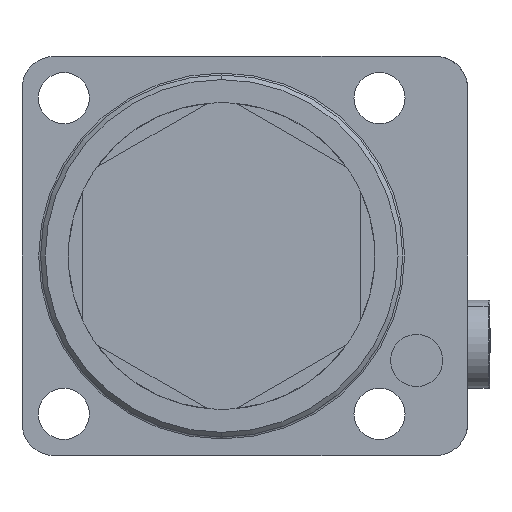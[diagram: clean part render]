
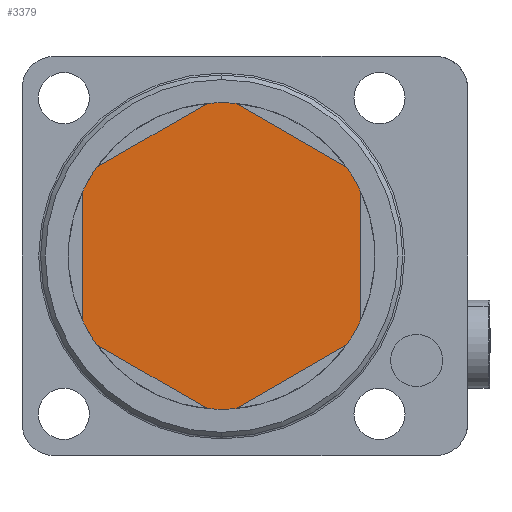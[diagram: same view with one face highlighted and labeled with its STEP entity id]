
A CAD part, front view. The second image highlights one B-rep face of the part: STEP entity #3379.
In plain terms, the highlighted planar face has unit normal (0, -1, 0).
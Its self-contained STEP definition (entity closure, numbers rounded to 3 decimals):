
#112 = CARTESIAN_POINT ( 'NONE',  ( 30., -30., 13.748 ) ) ;
#135 = DIRECTION ( 'NONE',  ( 0., 0., -1. ) ) ;
#136 = DIRECTION ( 'NONE',  ( 0., -1., 0. ) ) ;
#141 = CARTESIAN_POINT ( 'NONE',  ( 0., -30., 0. ) ) ;
#143 = PLANE ( 'NONE',  #5111 ) ;
#224 = CARTESIAN_POINT ( 'NONE',  ( 26.906, -30., 19.107 ) ) ;
#230 = CARTESIAN_POINT ( 'NONE',  ( -3.094, -30., 32.855 ) ) ;
#243 = CARTESIAN_POINT ( 'NONE',  ( 0., -30., -33. ) ) ;
#246 = CARTESIAN_POINT ( 'NONE',  ( 3.094, -30., 32.855 ) ) ;
#270 = CARTESIAN_POINT ( 'NONE',  ( 26.906, -30., -19.107 ) ) ;
#278 = CARTESIAN_POINT ( 'NONE',  ( 3.094, -30., -32.855 ) ) ;
#333 = CARTESIAN_POINT ( 'NONE',  ( -26.906, -30., 19.107 ) ) ;
#337 = CARTESIAN_POINT ( 'NONE',  ( -30., -30., 13.748 ) ) ;
#339 = CARTESIAN_POINT ( 'NONE',  ( -30., -30., -13.748 ) ) ;
#365 = CARTESIAN_POINT ( 'NONE',  ( 30., -30., -13.748 ) ) ;
#369 = CARTESIAN_POINT ( 'NONE',  ( 0., -30., 33. ) ) ;
#371 = CARTESIAN_POINT ( 'NONE',  ( -3.094, -30., -32.855 ) ) ;
#397 = CARTESIAN_POINT ( 'NONE',  ( -26.906, -30., -19.107 ) ) ;
#520 = VECTOR ( 'NONE', #4223, 1000. ) ;
#522 = VECTOR ( 'NONE', #4230, 1000. ) ;
#523 = LINE ( 'NONE', #4228, #520 ) ;
#524 = VECTOR ( 'NONE', #4234, 1000. ) ;
#525 = LINE ( 'NONE', #4232, #522 ) ;
#526 = VECTOR ( 'NONE', #4238, 1000. ) ;
#527 = LINE ( 'NONE', #4236, #524 ) ;
#528 = VECTOR ( 'NONE', #4243, 1000. ) ;
#529 = LINE ( 'NONE', #4242, #526 ) ;
#530 = VECTOR ( 'NONE', #4261, 1000. ) ;
#531 = LINE ( 'NONE', #4244, #528 ) ;
#532 = LINE ( 'NONE', #4270, #530 ) ;
#535 = CIRCLE ( 'NONE', #4861, 33. ) ;
#541 = CIRCLE ( 'NONE', #4863, 33. ) ;
#547 = CIRCLE ( 'NONE', #4865, 33. ) ;
#552 = CIRCLE ( 'NONE', #4867, 33. ) ;
#621 = CIRCLE ( 'NONE', #4885, 33. ) ;
#627 = CIRCLE ( 'NONE', #4887, 33. ) ;
#644 = CIRCLE ( 'NONE', #4889, 33. ) ;
#649 = CIRCLE ( 'NONE', #4891, 33. ) ;
#762 = FACE_OUTER_BOUND ( 'NONE', #3025, .T. ) ;
#1910 = DIRECTION ( 'NONE',  ( 0., 0., -1. ) ) ;
#1911 = DIRECTION ( 'NONE',  ( 0., -1., 0. ) ) ;
#1912 = CARTESIAN_POINT ( 'NONE',  ( 0., -30., 0. ) ) ;
#1922 = DIRECTION ( 'NONE',  ( 0., 0., -1. ) ) ;
#1923 = DIRECTION ( 'NONE',  ( 0., -1., 0. ) ) ;
#1924 = CARTESIAN_POINT ( 'NONE',  ( 0., -30., 0. ) ) ;
#1953 = DIRECTION ( 'NONE',  ( 0., 0., -1. ) ) ;
#1955 = DIRECTION ( 'NONE',  ( 0., -1., 0. ) ) ;
#1956 = CARTESIAN_POINT ( 'NONE',  ( 0., -30., 0. ) ) ;
#1974 = DIRECTION ( 'NONE',  ( 0., 0., -1. ) ) ;
#1975 = DIRECTION ( 'NONE',  ( 0., -1., 0. ) ) ;
#1976 = CARTESIAN_POINT ( 'NONE',  ( 0., -30., 0. ) ) ;
#3025 = EDGE_LOOP ( 'NONE', ( #3635, #3636, #3637, #3638, #3639, #3640, #3641, #3642, #3643, #3644, #3645, #3646, #3647, #3648 ) ) ;
#3082 = VERTEX_POINT ( 'NONE', #397 ) ;
#3108 = VERTEX_POINT ( 'NONE', #371 ) ;
#3110 = VERTEX_POINT ( 'NONE', #369 ) ;
#3114 = VERTEX_POINT ( 'NONE', #365 ) ;
#3139 = VERTEX_POINT ( 'NONE', #339 ) ;
#3141 = VERTEX_POINT ( 'NONE', #337 ) ;
#3145 = VERTEX_POINT ( 'NONE', #333 ) ;
#3200 = VERTEX_POINT ( 'NONE', #278 ) ;
#3208 = VERTEX_POINT ( 'NONE', #270 ) ;
#3227 = VERTEX_POINT ( 'NONE', #246 ) ;
#3232 = VERTEX_POINT ( 'NONE', #243 ) ;
#3247 = VERTEX_POINT ( 'NONE', #230 ) ;
#3252 = VERTEX_POINT ( 'NONE', #224 ) ;
#3282 = VERTEX_POINT ( 'NONE', #112 ) ;
#3379 = ADVANCED_FACE ( 'NONE', ( #762 ), #143, .T. ) ;
#3635 = ORIENTED_EDGE ( 'NONE', *, *, #5182, .T. ) ;
#3636 = ORIENTED_EDGE ( 'NONE', *, *, #5192, .T. ) ;
#3637 = ORIENTED_EDGE ( 'NONE', *, *, #5178, .T. ) ;
#3638 = ORIENTED_EDGE ( 'NONE', *, *, #5047, .T. ) ;
#3639 = ORIENTED_EDGE ( 'NONE', *, *, #5193, .T. ) ;
#3640 = ORIENTED_EDGE ( 'NONE', *, *, #5105, .T. ) ;
#3641 = ORIENTED_EDGE ( 'NONE', *, *, #5194, .T. ) ;
#3642 = ORIENTED_EDGE ( 'NONE', *, *, #5095, .T. ) ;
#3643 = ORIENTED_EDGE ( 'NONE', *, *, #5195, .T. ) ;
#3644 = ORIENTED_EDGE ( 'NONE', *, *, #5071, .T. ) ;
#3645 = ORIENTED_EDGE ( 'NONE', *, *, #5190, .T. ) ;
#3646 = ORIENTED_EDGE ( 'NONE', *, *, #5196, .T. ) ;
#3647 = ORIENTED_EDGE ( 'NONE', *, *, #5186, .T. ) ;
#3648 = ORIENTED_EDGE ( 'NONE', *, *, #5197, .T. ) ;
#4223 = DIRECTION ( 'NONE',  ( 0., 0., -1. ) ) ;
#4228 = CARTESIAN_POINT ( 'NONE',  ( -30., -30., 0. ) ) ;
#4230 = DIRECTION ( 'NONE',  ( -0.866, 0., -0.5 ) ) ;
#4232 = CARTESIAN_POINT ( 'NONE',  ( -15., -30., 25.981 ) ) ;
#4234 = DIRECTION ( 'NONE',  ( -0.866, 0., 0.5 ) ) ;
#4236 = CARTESIAN_POINT ( 'NONE',  ( 15., -30., 25.981 ) ) ;
#4238 = DIRECTION ( 'NONE',  ( 0., 0., 1. ) ) ;
#4242 = CARTESIAN_POINT ( 'NONE',  ( 30., -30., 0. ) ) ;
#4243 = DIRECTION ( 'NONE',  ( 0.866, 0., 0.5 ) ) ;
#4244 = CARTESIAN_POINT ( 'NONE',  ( 15., -30., -25.981 ) ) ;
#4250 = DIRECTION ( 'NONE',  ( 0., -1., 0. ) ) ;
#4257 = DIRECTION ( 'NONE',  ( 0., 0., -1. ) ) ;
#4258 = CARTESIAN_POINT ( 'NONE',  ( 0., -30., 0. ) ) ;
#4261 = DIRECTION ( 'NONE',  ( 0.866, 0., -0.5 ) ) ;
#4270 = CARTESIAN_POINT ( 'NONE',  ( -15., -30., -25.981 ) ) ;
#4312 = DIRECTION ( 'NONE',  ( 0., 0., -1. ) ) ;
#4314 = DIRECTION ( 'NONE',  ( 0., -1., 0. ) ) ;
#4321 = CARTESIAN_POINT ( 'NONE',  ( 0., -30., 0. ) ) ;
#4357 = DIRECTION ( 'NONE',  ( 0., 0., -1. ) ) ;
#4361 = DIRECTION ( 'NONE',  ( 0., -1., 0. ) ) ;
#4362 = CARTESIAN_POINT ( 'NONE',  ( 0., -30., 0. ) ) ;
#4398 = DIRECTION ( 'NONE',  ( 0., 0., -1. ) ) ;
#4404 = CARTESIAN_POINT ( 'NONE',  ( 0., -30., 0. ) ) ;
#4405 = DIRECTION ( 'NONE',  ( 0., -1., 0. ) ) ;
#4861 = AXIS2_PLACEMENT_3D ( 'NONE', #4258, #4250, #4257 ) ;
#4863 = AXIS2_PLACEMENT_3D ( 'NONE', #4321, #4314, #4312 ) ;
#4865 = AXIS2_PLACEMENT_3D ( 'NONE', #4362, #4361, #4357 ) ;
#4867 = AXIS2_PLACEMENT_3D ( 'NONE', #4404, #4405, #4398 ) ;
#4885 = AXIS2_PLACEMENT_3D ( 'NONE', #1912, #1911, #1910 ) ;
#4887 = AXIS2_PLACEMENT_3D ( 'NONE', #1924, #1923, #1922 ) ;
#4889 = AXIS2_PLACEMENT_3D ( 'NONE', #1956, #1955, #1953 ) ;
#4891 = AXIS2_PLACEMENT_3D ( 'NONE', #1976, #1975, #1974 ) ;
#5047 = EDGE_CURVE ( 'NONE', #3232, #3200, #649, .T. ) ;
#5071 = EDGE_CURVE ( 'NONE', #3227, #3110, #644, .T. ) ;
#5095 = EDGE_CURVE ( 'NONE', #3282, #3252, #627, .T. ) ;
#5105 = EDGE_CURVE ( 'NONE', #3208, #3114, #621, .T. ) ;
#5111 = AXIS2_PLACEMENT_3D ( 'NONE', #141, #136, #135 ) ;
#5178 = EDGE_CURVE ( 'NONE', #3108, #3232, #552, .T. ) ;
#5182 = EDGE_CURVE ( 'NONE', #3139, #3082, #547, .T. ) ;
#5186 = EDGE_CURVE ( 'NONE', #3145, #3141, #541, .T. ) ;
#5190 = EDGE_CURVE ( 'NONE', #3110, #3247, #535, .T. ) ;
#5192 = EDGE_CURVE ( 'NONE', #3082, #3108, #532, .T. ) ;
#5193 = EDGE_CURVE ( 'NONE', #3200, #3208, #531, .T. ) ;
#5194 = EDGE_CURVE ( 'NONE', #3114, #3282, #529, .T. ) ;
#5195 = EDGE_CURVE ( 'NONE', #3252, #3227, #527, .T. ) ;
#5196 = EDGE_CURVE ( 'NONE', #3247, #3145, #525, .T. ) ;
#5197 = EDGE_CURVE ( 'NONE', #3141, #3139, #523, .T. ) ;
